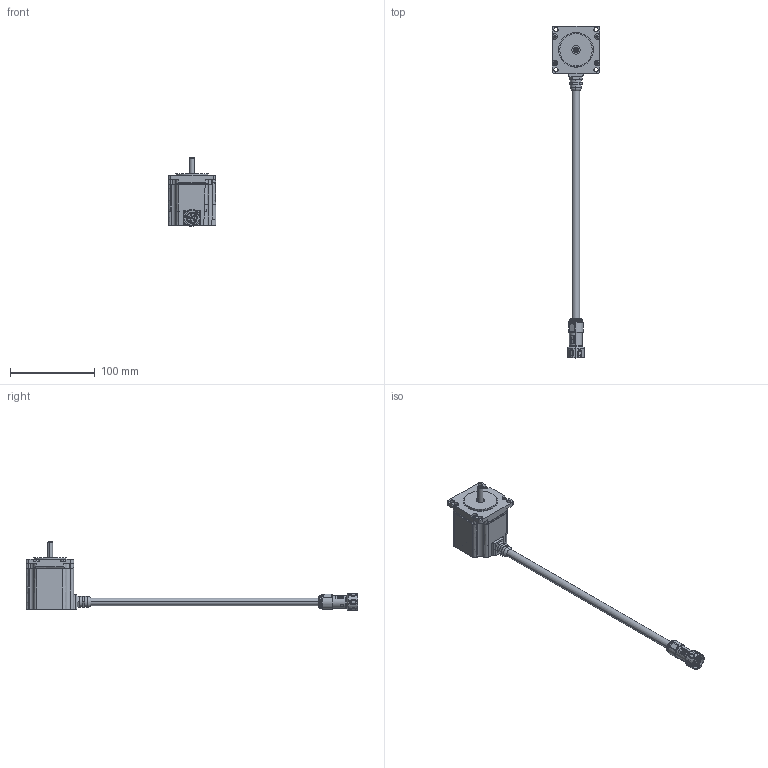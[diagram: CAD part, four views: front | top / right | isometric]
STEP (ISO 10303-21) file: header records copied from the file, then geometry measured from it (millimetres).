
FILE_DESCRIPTION (( 'STEP AP214' ), '1' );
FILE_NAME ('STP-MTR-23055W.STEP', '2018-12-11T19:49:31', ( '' ), ( '' ), 'SwSTEP 2.0', 'SolidWorks 2017', '' );
FILE_SCHEMA (( 'AUTOMOTIVE_DESIGN' ));
Length unit declared in the file: inch
Products named in the file (1): STP-MTR-23055W
Bounding box: 56.06 x 390.56 x 80.67 mm (x, y, z)
Volume: 177353.8 mm3; surface area: 42147.8 mm2
Topology: 3 solids, 13 shells, 902 faces, 2230 edges, 1429 vertices
Faces by surface type: plane 367, cylinder 234, bspline 224, torus 44, cone 31, sphere 2
Entity records: 52878 total; most frequent: CARTESIAN_POINT 21285, ORIENTED_EDGE 4442, DIRECTION 3533, EDGE_CURVE 2221, VERTEX_POINT 1428, AXIS2_PLACEMENT_3D 1264, LINE 1005, VECTOR 1005
